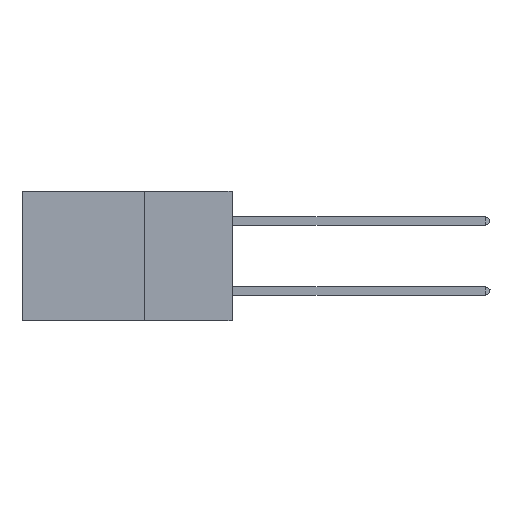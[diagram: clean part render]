
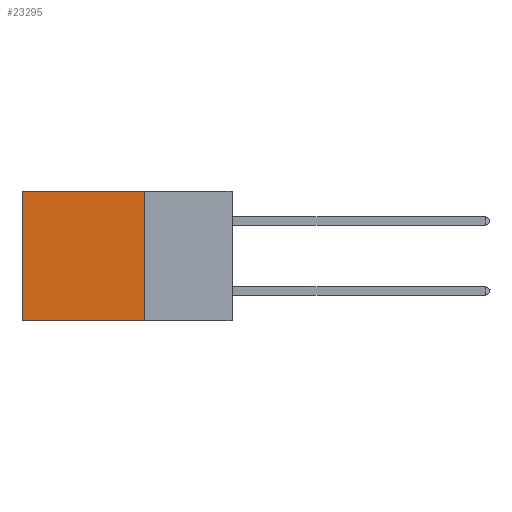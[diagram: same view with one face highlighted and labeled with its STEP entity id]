
A CAD part, left-side view. The second image highlights one B-rep face of the part: STEP entity #23295.
In plain terms, the highlighted planar face has unit normal (-1, 0, 0).
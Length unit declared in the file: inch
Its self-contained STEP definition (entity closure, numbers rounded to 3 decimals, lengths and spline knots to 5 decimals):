
#97 = CARTESIAN_POINT ( 'NONE',  ( 0.2875, 0.25, 0. ) ) ;
#200 = EDGE_CURVE ( 'NONE', #22345, #955, #8226, .T. ) ;
#586 = EDGE_CURVE ( 'NONE', #22345, #5951, #19411, .T. ) ;
#607 = CARTESIAN_POINT ( 'NONE',  ( 0.2875, 0.6, 0. ) ) ;
#955 = VERTEX_POINT ( 'NONE', #607 ) ;
#1220 = DIRECTION ( 'NONE',  ( 1., 0., 0. ) ) ;
#1514 = VECTOR ( 'NONE', #2801, 39.37008 ) ;
#2590 = VECTOR ( 'NONE', #18679, 39.37008 ) ;
#2801 = DIRECTION ( 'NONE',  ( 0., 1., 0. ) ) ;
#3968 = VERTEX_POINT ( 'NONE', #15972 ) ;
#4392 = EDGE_CURVE ( 'NONE', #955, #3968, #7169, .T. ) ;
#4545 = CARTESIAN_POINT ( 'NONE',  ( 0.2875, 0.25, -0.37 ) ) ;
#5951 = VERTEX_POINT ( 'NONE', #13103 ) ;
#6056 = AXIS2_PLACEMENT_3D ( 'NONE', #16013, #1220, #23616 ) ;
#7169 = LINE ( 'NONE', #10729, #8932 ) ;
#8226 = LINE ( 'NONE', #97, #2590 ) ;
#8601 = EDGE_LOOP ( 'NONE', ( #23618, #23517, #17592, #23241 ) ) ;
#8932 = VECTOR ( 'NONE', #19854, 39.37008 ) ;
#9192 = CARTESIAN_POINT ( 'NONE',  ( 0.2875, 0.25, 0. ) ) ;
#9249 = CARTESIAN_POINT ( 'NONE',  ( 0.2875, 0.25, 0. ) ) ;
#9821 = FACE_OUTER_BOUND ( 'NONE', #8601, .T. ) ;
#10729 = CARTESIAN_POINT ( 'NONE',  ( 0.2875, 0.6, 0. ) ) ;
#13103 = CARTESIAN_POINT ( 'NONE',  ( 0.2875, 0.25, -0.37 ) ) ;
#15065 = DIRECTION ( 'NONE',  ( 0., 0., -1. ) ) ;
#15972 = CARTESIAN_POINT ( 'NONE',  ( 0.2875, 0.6, -0.37 ) ) ;
#16013 = CARTESIAN_POINT ( 'NONE',  ( 0.2875, 0.25, 0. ) ) ;
#17592 = ORIENTED_EDGE ( 'NONE', *, *, #586, .F. ) ;
#17727 = PLANE ( 'NONE',  #6056 ) ;
#18679 = DIRECTION ( 'NONE',  ( 0., 1., 0. ) ) ;
#19411 = LINE ( 'NONE', #9249, #21182 ) ;
#19854 = DIRECTION ( 'NONE',  ( 0., 0., -1. ) ) ;
#20738 = LINE ( 'NONE', #4545, #1514 ) ;
#21182 = VECTOR ( 'NONE', #15065, 39.37008 ) ;
#22345 = VERTEX_POINT ( 'NONE', #9192 ) ;
#23241 = ORIENTED_EDGE ( 'NONE', *, *, #200, .T. ) ;
#23295 = ADVANCED_FACE ( 'NONE', ( #9821 ), #17727, .F. ) ;
#23517 = ORIENTED_EDGE ( 'NONE', *, *, #24401, .F. ) ;
#23616 = DIRECTION ( 'NONE',  ( 0., 0., -1. ) ) ;
#23618 = ORIENTED_EDGE ( 'NONE', *, *, #4392, .T. ) ;
#24401 = EDGE_CURVE ( 'NONE', #5951, #3968, #20738, .T. ) ;
